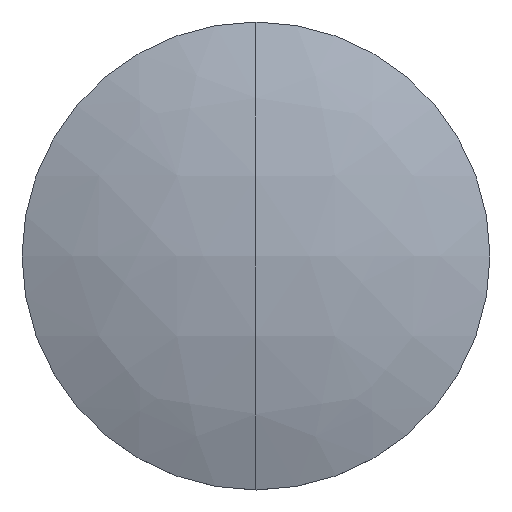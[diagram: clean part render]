
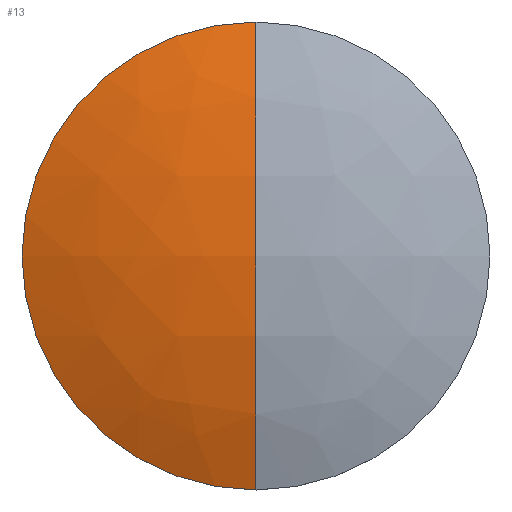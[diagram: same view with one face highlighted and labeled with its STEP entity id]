
A CAD part, top view. The second image highlights one B-rep face of the part: STEP entity #13.
In plain terms, the highlighted free-form (B-spline) face has degree [3, 3] with [4, 4] control points.
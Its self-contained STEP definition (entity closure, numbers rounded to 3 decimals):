
#5 = CARTESIAN_POINT ( 'NONE',  ( -23.741, -25.69, 1.569 ) ) ;
#13 = ADVANCED_FACE ( 'NONE', ( #90 ), #213, .T. ) ;
#17 = CARTESIAN_POINT ( 'NONE',  ( 0., 0., -58.59 ) ) ;
#35 = CARTESIAN_POINT ( 'NONE',  ( -8.151, -25.69, 6.084 ) ) ;
#42 = DIRECTION ( 'NONE',  ( 0., 0., -1. ) ) ;
#56 = ORIENTED_EDGE ( 'NONE', *, *, #101, .F. ) ;
#60 = AXIS2_PLACEMENT_3D ( 'NONE', #95, #243, #116 ) ;
#61 = CARTESIAN_POINT ( 'NONE',  ( -17.816, -8.987, 11.04 ) ) ;
#84 = CARTESIAN_POINT ( 'NONE',  ( 0., -25.69, 6.084 ) ) ;
#86 = CARTESIAN_POINT ( 'NONE',  ( 0., 8.987, 12.72 ) ) ;
#90 = FACE_OUTER_BOUND ( 'NONE', #274, .T. ) ;
#95 = CARTESIAN_POINT ( 'NONE',  ( 0., 0., 6.199 ) ) ;
#101 = EDGE_CURVE ( 'NONE', #265, #156, #161, .T. ) ;
#105 = CARTESIAN_POINT ( 'NONE',  ( -16.159, -25.69, 4.562 ) ) ;
#109 = CARTESIAN_POINT ( 'NONE',  ( -26.176, -8.987, 7.741 ) ) ;
#116 = DIRECTION ( 'NONE',  ( 1., 0., 0. ) ) ;
#118 = ORIENTED_EDGE ( 'NONE', *, *, #281, .T. ) ;
#128 = CARTESIAN_POINT ( 'NONE',  ( -8.151, 25.69, 6.084 ) ) ;
#138 = DIRECTION ( 'NONE',  ( 1., 0., 0. ) ) ;
#140 = DIRECTION ( 'NONE',  ( -1., 0., 0. ) ) ;
#149 = AXIS2_PLACEMENT_3D ( 'NONE', #17, #140, #163 ) ;
#156 = VERTEX_POINT ( 'NONE', #239 ) ;
#161 = CIRCLE ( 'NONE', #275, 25.4 ) ;
#163 = DIRECTION ( 'NONE',  ( 0., -1., 0. ) ) ;
#166 = CIRCLE ( 'NONE', #60, 25.4 ) ;
#170 = CARTESIAN_POINT ( 'NONE',  ( -8.987, -8.987, 12.72 ) ) ;
#172 = CARTESIAN_POINT ( 'NONE',  ( -8.987, 8.987, 12.72 ) ) ;
#173 = CARTESIAN_POINT ( 'NONE',  ( -16.159, 25.69, 4.562 ) ) ;
#179 = CARTESIAN_POINT ( 'NONE',  ( 0., 0., 6.199 ) ) ;
#184 = CARTESIAN_POINT ( 'NONE',  ( 0., -25.4, 6.199 ) ) ;
#193 = CARTESIAN_POINT ( 'NONE',  ( -17.816, 8.987, 11.04 ) ) ;
#204 = ORIENTED_EDGE ( 'NONE', *, *, #221, .F. ) ;
#213 =( BOUNDED_SURFACE ( )  B_SPLINE_SURFACE ( 3, 3, ( 
 ( #84, #35, #105, #5 ),
 ( #259, #170, #61, #109 ),
 ( #86, #172, #193, #235 ),
 ( #255, #128, #173, #282 ) ),
 .UNSPECIFIED., .F., .F., .F. ) 
 B_SPLINE_SURFACE_WITH_KNOTS ( ( 4, 4 ),
 ( 4, 4 ),
 ( 0., 1. ),
 ( 0., 1. ),
 .UNSPECIFIED. ) 
 GEOMETRIC_REPRESENTATION_ITEM ( )  RATIONAL_B_SPLINE_SURFACE ( (
 ( 1., 0.988, 0.988, 1.),
 ( 0.953, 0.942, 0.942, 0.953),
 ( 0.953, 0.942, 0.942, 0.953),
 ( 1., 0.988, 0.988, 1.) ) ) 
 REPRESENTATION_ITEM ( '' )  SURFACE ( )  );
#221 = EDGE_CURVE ( 'NONE', #258, #265, #166, .T. ) ;
#235 = CARTESIAN_POINT ( 'NONE',  ( -26.176, 8.987, 7.741 ) ) ;
#239 = CARTESIAN_POINT ( 'NONE',  ( 0., 25.4, 6.199 ) ) ;
#243 = DIRECTION ( 'NONE',  ( 0., 0., -1. ) ) ;
#247 = CARTESIAN_POINT ( 'NONE',  ( -25.4, 0., 6.199 ) ) ;
#253 = CIRCLE ( 'NONE', #149, 69.59 ) ;
#255 = CARTESIAN_POINT ( 'NONE',  ( 0., 25.69, 6.084 ) ) ;
#258 = VERTEX_POINT ( 'NONE', #184 ) ;
#259 = CARTESIAN_POINT ( 'NONE',  ( 0., -8.987, 12.72 ) ) ;
#265 = VERTEX_POINT ( 'NONE', #247 ) ;
#274 = EDGE_LOOP ( 'NONE', ( #204, #118, #56 ) ) ;
#275 = AXIS2_PLACEMENT_3D ( 'NONE', #179, #42, #138 ) ;
#281 = EDGE_CURVE ( 'NONE', #258, #156, #253, .T. ) ;
#282 = CARTESIAN_POINT ( 'NONE',  ( -23.741, 25.69, 1.569 ) ) ;
